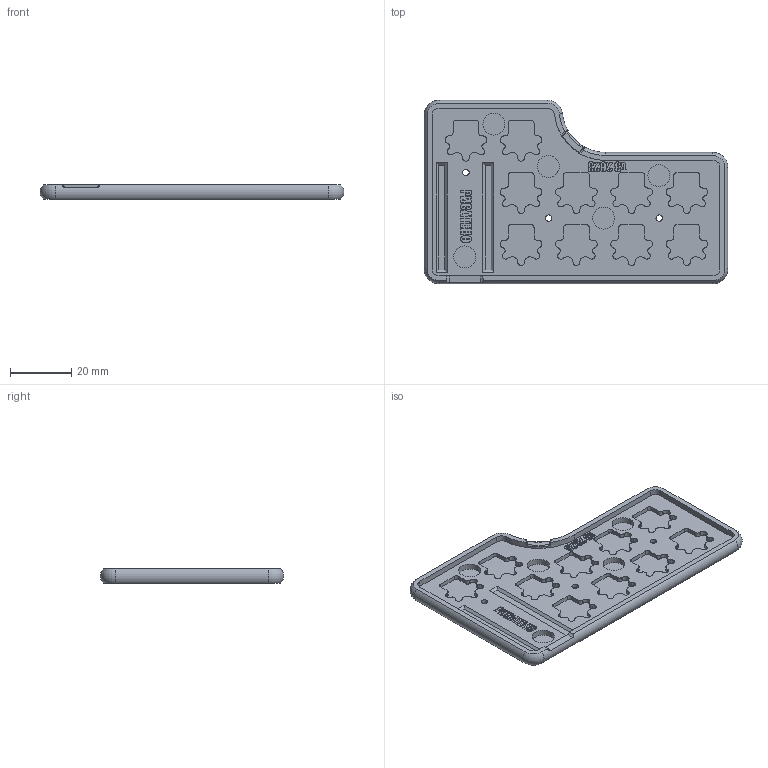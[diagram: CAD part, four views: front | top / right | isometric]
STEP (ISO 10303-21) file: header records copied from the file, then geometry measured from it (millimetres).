
FILE_DESCRIPTION(('STEP AP242'), '1');
FILE_NAME('case_v3', '', ('UNSPECIFIED'), ('UNSPECIFIED'), 'C3D Converter', 'C3D Toolkit', '');
FILE_SCHEMA(('AP242_MANAGED_MODEL_BASED_3D_ENGINEERING_MIM_LF { 1 0 10303 442 1 1 4 }'));
Length unit declared in the file: millimetre
Bounding box: 99.31 x 59.97 x 4.6 mm (x, y, z)
Volume: 11711.6 mm3; surface area: 12810.4 mm2
Topology: 1 solids, 1 shells, 891 faces, 2524 edges, 1678 vertices
Faces by surface type: cylinder 548, plane 323, bspline 10, torus 8, cone 2
Full cylindrical faces by diameter (mm): 2.1 x3, 5.4 x7, 7.2 x5
Entity records: 37778 total; most frequent: CARTESIAN_POINT 6293, DIRECTION 5366, ORIENTED_EDGE 5014, EDGE_CURVE 2507, AXIS2_PLACEMENT_3D 2002, VERTEX_POINT 1678, LINE 1362, VECTOR 1362
